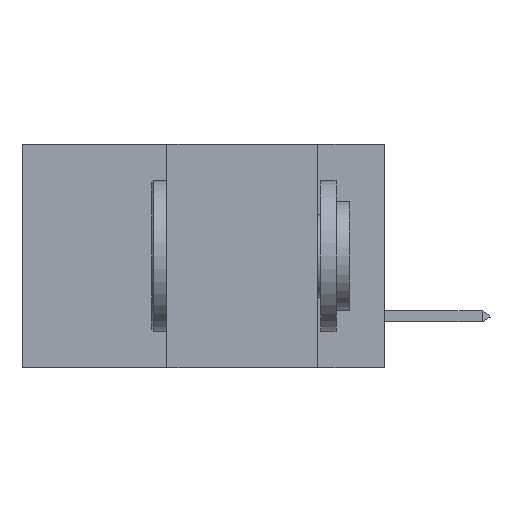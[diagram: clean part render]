
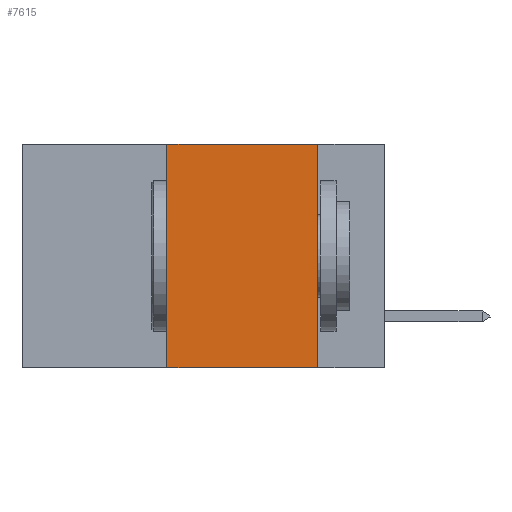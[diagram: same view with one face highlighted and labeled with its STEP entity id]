
A CAD part, left-side view. The second image highlights one B-rep face of the part: STEP entity #7615.
In plain terms, the highlighted planar face has unit normal (-1, 0, 0).
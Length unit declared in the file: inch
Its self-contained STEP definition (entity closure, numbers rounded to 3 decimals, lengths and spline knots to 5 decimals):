
#354 = FACE_OUTER_BOUND ( 'NONE', #9398, .T. ) ;
#388 = EDGE_CURVE ( 'NONE', #1627, #6035, #1077, .T. ) ;
#430 = CARTESIAN_POINT ( 'NONE',  ( 0., 0.36, -0.37 ) ) ;
#442 = CARTESIAN_POINT ( 'NONE',  ( 0., 0.11, 0. ) ) ;
#493 = DIRECTION ( 'NONE',  ( 0., 0., 1. ) ) ;
#632 = AXIS2_PLACEMENT_3D ( 'NONE', #9071, #8268, #7604 ) ;
#720 = CARTESIAN_POINT ( 'NONE',  ( 0., 0.11, -0.37 ) ) ;
#1077 = LINE ( 'NONE', #3384, #3628 ) ;
#1163 = LINE ( 'NONE', #7806, #4783 ) ;
#1204 = ORIENTED_EDGE ( 'NONE', *, *, #5953, .F. ) ;
#1627 = VERTEX_POINT ( 'NONE', #430 ) ;
#2198 = CARTESIAN_POINT ( 'NONE',  ( 0., 0.6, 0. ) ) ;
#2354 = CARTESIAN_POINT ( 'NONE',  ( 0., 0.11, 0. ) ) ;
#3384 = CARTESIAN_POINT ( 'NONE',  ( 0., 0.6, -0.37 ) ) ;
#3472 = ORIENTED_EDGE ( 'NONE', *, *, #388, .T. ) ;
#3570 = VERTEX_POINT ( 'NONE', #6600 ) ;
#3628 = VECTOR ( 'NONE', #5605, 39.37008 ) ;
#3696 = EDGE_CURVE ( 'NONE', #3570, #6864, #4586, .T. ) ;
#4016 = EDGE_CURVE ( 'NONE', #6864, #6035, #7720, .T. ) ;
#4586 = LINE ( 'NONE', #2198, #8071 ) ;
#4783 = VECTOR ( 'NONE', #493, 39.37008 ) ;
#5300 = PLANE ( 'NONE',  #632 ) ;
#5605 = DIRECTION ( 'NONE',  ( 0., -1., 0. ) ) ;
#5953 = EDGE_CURVE ( 'NONE', #1627, #3570, #1163, .T. ) ;
#6035 = VERTEX_POINT ( 'NONE', #720 ) ;
#6600 = CARTESIAN_POINT ( 'NONE',  ( 0., 0.36, 0. ) ) ;
#6864 = VERTEX_POINT ( 'NONE', #2354 ) ;
#7242 = VECTOR ( 'NONE', #8628, 39.37008 ) ;
#7432 = ORIENTED_EDGE ( 'NONE', *, *, #4016, .F. ) ;
#7604 = DIRECTION ( 'NONE',  ( 0., 0., -1. ) ) ;
#7615 = ADVANCED_FACE ( 'NONE', ( #354 ), #5300, .F. ) ;
#7720 = LINE ( 'NONE', #442, #7242 ) ;
#7806 = CARTESIAN_POINT ( 'NONE',  ( 0., 0.36, 0. ) ) ;
#8020 = DIRECTION ( 'NONE',  ( 0., -1., 0. ) ) ;
#8071 = VECTOR ( 'NONE', #8020, 39.37008 ) ;
#8268 = DIRECTION ( 'NONE',  ( 1., 0., 0. ) ) ;
#8628 = DIRECTION ( 'NONE',  ( 0., 0., -1. ) ) ;
#9071 = CARTESIAN_POINT ( 'NONE',  ( 0., 0.6, 0. ) ) ;
#9398 = EDGE_LOOP ( 'NONE', ( #7432, #9455, #1204, #3472 ) ) ;
#9455 = ORIENTED_EDGE ( 'NONE', *, *, #3696, .F. ) ;
